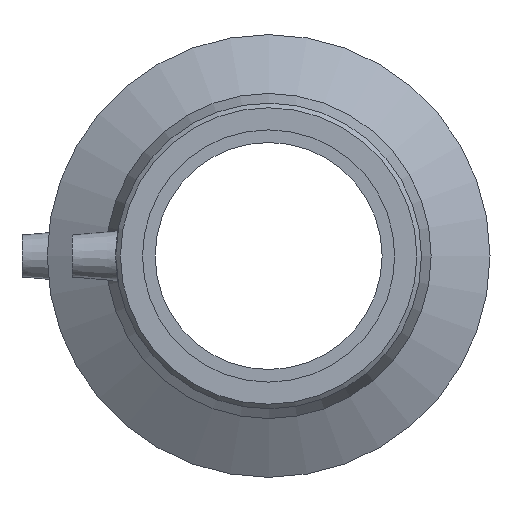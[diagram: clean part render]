
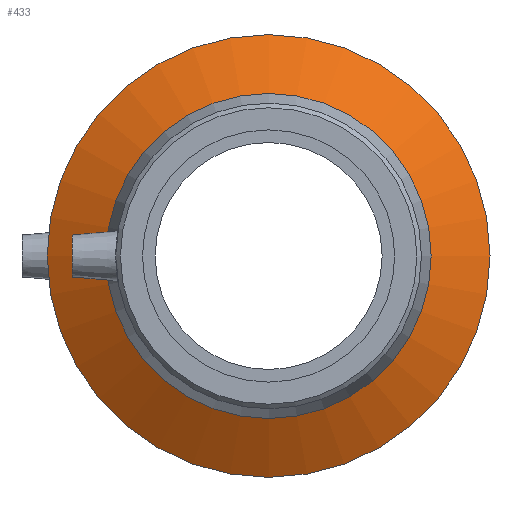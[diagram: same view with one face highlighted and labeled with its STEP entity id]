
A CAD part, left-side view. The second image highlights one B-rep face of the part: STEP entity #433.
In plain terms, the highlighted conical face has half-angle 60 degrees and reference radius 68.5 mm.
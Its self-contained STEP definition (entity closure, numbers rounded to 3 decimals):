
#25=CONICAL_SURFACE('',#492,68.5,60.);
#48=FACE_BOUND('',#159,.T.);
#103=FACE_OUTER_BOUND('',#158,.T.);
#158=EDGE_LOOP('',(#361));
#159=EDGE_LOOP('',(#362));
#216=CIRCLE('',#491,58.);
#217=CIRCLE('',#493,79.);
#256=VERTEX_POINT('',#825);
#257=VERTEX_POINT('',#828);
#298=EDGE_CURVE('',#256,#256,#216,.T.);
#299=EDGE_CURVE('',#257,#257,#217,.T.);
#361=ORIENTED_EDGE('',*,*,#298,.T.);
#362=ORIENTED_EDGE('',*,*,#299,.F.);
#433=ADVANCED_FACE('',(#103,#48),#25,.T.);
#491=AXIS2_PLACEMENT_3D('',#826,#605,#606);
#492=AXIS2_PLACEMENT_3D('',#827,#607,#608);
#493=AXIS2_PLACEMENT_3D('',#829,#609,#610);
#605=DIRECTION('center_axis',(1.,0.,0.));
#606=DIRECTION('ref_axis',(0.,0.,-1.));
#607=DIRECTION('center_axis',(1.,0.,0.));
#608=DIRECTION('ref_axis',(0.,1.,0.));
#609=DIRECTION('center_axis',(1.,0.,0.));
#610=DIRECTION('ref_axis',(0.,0.,-1.));
#825=CARTESIAN_POINT('',(-13.5,58.,0.));
#826=CARTESIAN_POINT('Origin',(-13.5,0.,0.));
#827=CARTESIAN_POINT('Origin',(-7.438,0.,0.));
#828=CARTESIAN_POINT('',(-1.376,79.,0.));
#829=CARTESIAN_POINT('Origin',(-1.376,0.,0.));
